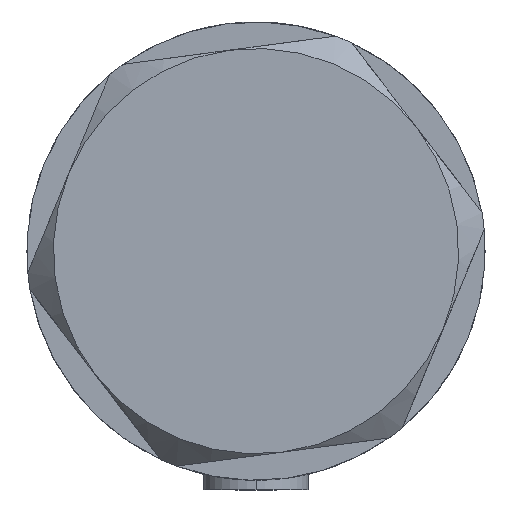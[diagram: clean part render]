
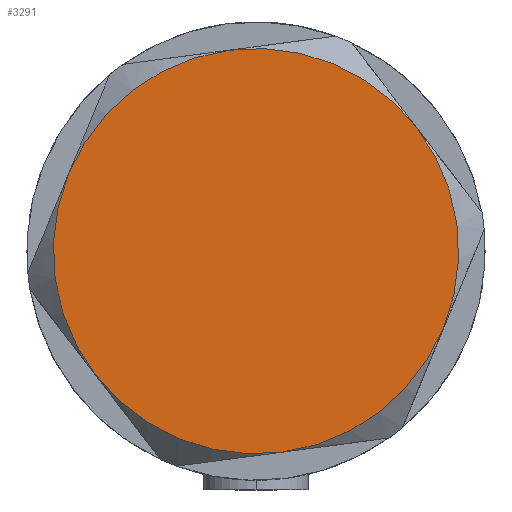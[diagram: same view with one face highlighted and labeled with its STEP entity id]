
A CAD part, left-side view. The second image highlights one B-rep face of the part: STEP entity #3291.
In plain terms, the highlighted face is planar.
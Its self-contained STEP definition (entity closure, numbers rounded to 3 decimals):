
#133 = EDGE_LOOP ( 'NONE', ( #2564, #2685, #2073, #1907, #2235, #1471 ) ) ;
#141 = AXIS2_PLACEMENT_3D ( 'NONE', #4484, #3683, #3995 ) ;
#340 = CARTESIAN_POINT ( 'NONE',  ( 0., 0., 9. ) ) ;
#497 = DIRECTION ( 'NONE',  ( 1., 0., 0. ) ) ;
#636 = AXIS2_PLACEMENT_3D ( 'NONE', #3272, #4956, #2093 ) ;
#657 = DIRECTION ( 'NONE',  ( 0., 0., 1. ) ) ;
#675 = DIRECTION ( 'NONE',  ( 1., 0., 0. ) ) ;
#913 = CARTESIAN_POINT ( 'NONE',  ( 23., 0., 9. ) ) ;
#934 = VERTEX_POINT ( 'NONE', #3206 ) ;
#1024 = EDGE_CURVE ( 'NONE', #2430, #2638, #4587, .T. ) ;
#1332 = EDGE_CURVE ( 'NONE', #4241, #3841, #4591, .T. ) ;
#1419 = DIRECTION ( 'NONE',  ( 0., 0., 1. ) ) ;
#1420 = CARTESIAN_POINT ( 'NONE',  ( 0., 0., 9. ) ) ;
#1444 = FACE_OUTER_BOUND ( 'NONE', #133, .T. ) ;
#1471 = ORIENTED_EDGE ( 'NONE', *, *, #4814, .T. ) ;
#1780 = CARTESIAN_POINT ( 'NONE',  ( 11.5, 19.919, 9. ) ) ;
#1851 = PLANE ( 'NONE',  #4907 ) ;
#1888 = CIRCLE ( 'NONE', #636, 23. ) ;
#1907 = ORIENTED_EDGE ( 'NONE', *, *, #1958, .T. ) ;
#1923 = DIRECTION ( 'NONE',  ( 0., 0., 1. ) ) ;
#1958 = EDGE_CURVE ( 'NONE', #2638, #4241, #1888, .T. ) ;
#2073 = ORIENTED_EDGE ( 'NONE', *, *, #1024, .T. ) ;
#2093 = DIRECTION ( 'NONE',  ( 1., 0., 0. ) ) ;
#2235 = ORIENTED_EDGE ( 'NONE', *, *, #1332, .T. ) ;
#2253 = CARTESIAN_POINT ( 'NONE',  ( -23., 0., 9. ) ) ;
#2430 = VERTEX_POINT ( 'NONE', #1780 ) ;
#2517 = CARTESIAN_POINT ( 'NONE',  ( 0., 0., 9. ) ) ;
#2564 = ORIENTED_EDGE ( 'NONE', *, *, #3547, .T. ) ;
#2567 = AXIS2_PLACEMENT_3D ( 'NONE', #2619, #3025, #675 ) ;
#2619 = CARTESIAN_POINT ( 'NONE',  ( 0., 0., 9. ) ) ;
#2638 = VERTEX_POINT ( 'NONE', #4859 ) ;
#2685 = ORIENTED_EDGE ( 'NONE', *, *, #4312, .T. ) ;
#2744 = CARTESIAN_POINT ( 'NONE',  ( -11.5, -19.919, 9. ) ) ;
#2805 = AXIS2_PLACEMENT_3D ( 'NONE', #340, #1923, #3545 ) ;
#3003 = CARTESIAN_POINT ( 'NONE',  ( 0., 0., 9. ) ) ;
#3021 = VERTEX_POINT ( 'NONE', #913 ) ;
#3025 = DIRECTION ( 'NONE',  ( 0., 0., 1. ) ) ;
#3027 = DIRECTION ( 'NONE',  ( 1., 0., 0. ) ) ;
#3206 = CARTESIAN_POINT ( 'NONE',  ( 11.5, -19.919, 9. ) ) ;
#3272 = CARTESIAN_POINT ( 'NONE',  ( 0., 0., 9. ) ) ;
#3291 = ADVANCED_FACE ( 'NONE', ( #1444 ), #1851, .T. ) ;
#3545 = DIRECTION ( 'NONE',  ( 1., 0., 0. ) ) ;
#3547 = EDGE_CURVE ( 'NONE', #934, #3021, #4347, .T. ) ;
#3683 = DIRECTION ( 'NONE',  ( 0., 0., 1. ) ) ;
#3832 = CIRCLE ( 'NONE', #141, 23. ) ;
#3841 = VERTEX_POINT ( 'NONE', #2744 ) ;
#3995 = DIRECTION ( 'NONE',  ( 1., 0., 0. ) ) ;
#4138 = DIRECTION ( 'NONE',  ( 0., 0., 1. ) ) ;
#4241 = VERTEX_POINT ( 'NONE', #2253 ) ;
#4312 = EDGE_CURVE ( 'NONE', #3021, #2430, #3832, .T. ) ;
#4347 = CIRCLE ( 'NONE', #2805, 23. ) ;
#4436 = AXIS2_PLACEMENT_3D ( 'NONE', #2517, #4138, #497 ) ;
#4484 = CARTESIAN_POINT ( 'NONE',  ( 0., 0., 9. ) ) ;
#4587 = CIRCLE ( 'NONE', #4844, 23. ) ;
#4591 = CIRCLE ( 'NONE', #2567, 23. ) ;
#4814 = EDGE_CURVE ( 'NONE', #3841, #934, #5007, .T. ) ;
#4844 = AXIS2_PLACEMENT_3D ( 'NONE', #1420, #657, #5106 ) ;
#4859 = CARTESIAN_POINT ( 'NONE',  ( -11.5, 19.919, 9. ) ) ;
#4907 = AXIS2_PLACEMENT_3D ( 'NONE', #3003, #1419, #3027 ) ;
#4956 = DIRECTION ( 'NONE',  ( 0., 0., 1. ) ) ;
#5007 = CIRCLE ( 'NONE', #4436, 23. ) ;
#5106 = DIRECTION ( 'NONE',  ( 1., 0., 0. ) ) ;
